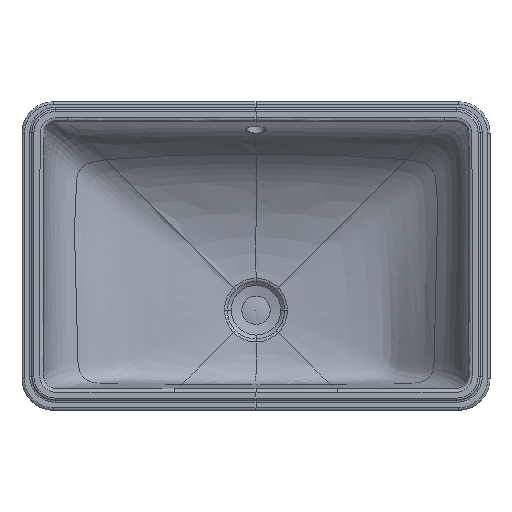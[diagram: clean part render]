
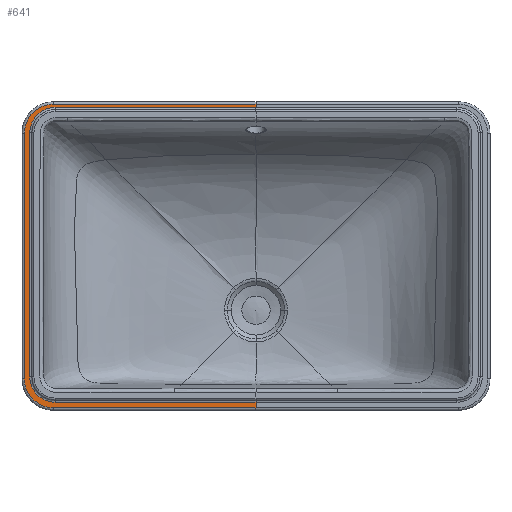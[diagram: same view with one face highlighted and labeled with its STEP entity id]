
A CAD part, top view. The second image highlights one B-rep face of the part: STEP entity #641.
In plain terms, the highlighted planar face has unit normal (0, 0, 1).
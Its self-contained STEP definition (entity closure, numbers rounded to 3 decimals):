
#112=PLANE('',#3084);
#137=ELLIPSE('',#3039,37.,37.);
#139=ELLIPSE('',#3044,37.,37.);
#276=LINE('',#3882,#360);
#277=LINE('',#3892,#361);
#278=LINE('',#3900,#362);
#280=LINE('',#4760,#364);
#282=LINE('',#4801,#366);
#284=LINE('',#4842,#368);
#306=LINE('',#20337,#391);
#307=LINE('',#20338,#392);
#360=VECTOR('',#3264,1.);
#361=VECTOR('',#3277,1.);
#362=VECTOR('',#3288,1.);
#364=VECTOR('',#3326,1.);
#366=VECTOR('',#3338,1.);
#368=VECTOR('',#3350,1.);
#391=VECTOR('',#3449,1.);
#392=VECTOR('',#3450,1.);
#453=CIRCLE('',#3010,32.009);
#456=CIRCLE('',#3015,32.009);
#641=ADVANCED_FACE('',(#880),#112,.F.);
#880=FACE_OUTER_BOUND('',#1064,.T.);
#1064=EDGE_LOOP('',(#1529,#1530,#1531,#1532,#1533,#1534,#1535,#1536,#1537,
#1538,#1539,#1540));
#1529=ORIENTED_EDGE('',*,*,#2366,.F.);
#1530=ORIENTED_EDGE('',*,*,#2368,.F.);
#1531=ORIENTED_EDGE('',*,*,#2370,.F.);
#1532=ORIENTED_EDGE('',*,*,#2372,.F.);
#1533=ORIENTED_EDGE('',*,*,#2530,.T.);
#1534=ORIENTED_EDGE('',*,*,#2427,.F.);
#1535=ORIENTED_EDGE('',*,*,#2424,.F.);
#1536=ORIENTED_EDGE('',*,*,#2421,.F.);
#1537=ORIENTED_EDGE('',*,*,#2418,.F.);
#1538=ORIENTED_EDGE('',*,*,#2415,.F.);
#1539=ORIENTED_EDGE('',*,*,#2531,.T.);
#1540=ORIENTED_EDGE('',*,*,#2363,.F.);
#2103=VERTEX_POINT('',#3881);
#2104=VERTEX_POINT('',#3883);
#2105=VERTEX_POINT('',#3887);
#2106=VERTEX_POINT('',#3891);
#2107=VERTEX_POINT('',#3895);
#2108=VERTEX_POINT('',#3899);
#2140=VERTEX_POINT('',#4755);
#2142=VERTEX_POINT('',#4759);
#2144=VERTEX_POINT('',#4764);
#2146=VERTEX_POINT('',#4799);
#2148=VERTEX_POINT('',#4805);
#2150=VERTEX_POINT('',#4840);
#2363=EDGE_CURVE('',#2103,#2104,#276,.T.);
#2366=EDGE_CURVE('',#2105,#2103,#453,.T.);
#2368=EDGE_CURVE('',#2106,#2105,#277,.T.);
#2370=EDGE_CURVE('',#2107,#2106,#456,.T.);
#2372=EDGE_CURVE('',#2108,#2107,#278,.T.);
#2415=EDGE_CURVE('',#2142,#2140,#280,.T.);
#2418=EDGE_CURVE('',#2140,#2144,#137,.T.);
#2421=EDGE_CURVE('',#2144,#2146,#282,.T.);
#2424=EDGE_CURVE('',#2146,#2148,#139,.T.);
#2427=EDGE_CURVE('',#2148,#2150,#284,.T.);
#2530=EDGE_CURVE('',#2108,#2150,#306,.T.);
#2531=EDGE_CURVE('',#2142,#2104,#307,.T.);
#3010=AXIS2_PLACEMENT_3D('',#3888,#3271,#3272);
#3015=AXIS2_PLACEMENT_3D('',#3896,#3282,#3283);
#3039=AXIS2_PLACEMENT_3D('',#4766,#3333,#3334);
#3044=AXIS2_PLACEMENT_3D('',#4807,#3345,#3346);
#3084=AXIS2_PLACEMENT_3D('',#20339,#3451,#3452);
#3264=DIRECTION('',(1.,0.,0.));
#3271=DIRECTION('',(0.,0.,1.));
#3272=DIRECTION('',(1.,0.,0.));
#3277=DIRECTION('',(0.,-1.,0.));
#3282=DIRECTION('',(0.,0.,1.));
#3283=DIRECTION('',(1.,0.,0.));
#3288=DIRECTION('',(-1.,0.,0.));
#3326=DIRECTION('',(-1.,0.,0.));
#3333=DIRECTION('',(0.,0.,-1.));
#3334=DIRECTION('',(0.113,-0.994,0.));
#3338=DIRECTION('',(0.,1.,0.));
#3345=DIRECTION('',(0.,0.,-1.));
#3346=DIRECTION('',(0.113,-0.994,0.));
#3350=DIRECTION('',(1.,0.,0.));
#3449=DIRECTION('',(0.,1.,0.));
#3450=DIRECTION('',(0.,1.,0.));
#3451=DIRECTION('',(0.,0.,-1.));
#3452=DIRECTION('',(1.,0.,0.));
#3881=CARTESIAN_POINT('',(-255.,-117.009,201.173));
#3882=CARTESIAN_POINT('',(-490.,-117.009,201.173));
#3883=CARTESIAN_POINT('',(0.,-117.009,201.173));
#3887=CARTESIAN_POINT('',(-287.009,-85.,201.173));
#3888=CARTESIAN_POINT('',(-255.,-85.,201.173));
#3891=CARTESIAN_POINT('',(-287.009,225.,201.173));
#3892=CARTESIAN_POINT('',(-287.009,400.,201.173));
#3895=CARTESIAN_POINT('',(-255.,257.009,201.173));
#3896=CARTESIAN_POINT('',(-255.,225.,201.173));
#3899=CARTESIAN_POINT('',(0.,257.009,201.173));
#3900=CARTESIAN_POINT('',(-490.,257.009,201.173));
#4755=CARTESIAN_POINT('',(-256.889,-124.193,201.173));
#4759=CARTESIAN_POINT('',(0.,-124.193,201.173));
#4760=CARTESIAN_POINT('',(-256.887,-124.193,201.173));
#4764=CARTESIAN_POINT('',(-293.889,-87.192,201.173));
#4766=CARTESIAN_POINT('',(-256.889,-87.192,201.173));
#4799=CARTESIAN_POINT('',(-293.89,224.161,201.173));
#4801=CARTESIAN_POINT('',(-293.89,224.146,201.173));
#4805=CARTESIAN_POINT('',(-256.89,261.161,201.173));
#4807=CARTESIAN_POINT('',(-256.89,224.161,201.173));
#4840=CARTESIAN_POINT('',(0.,261.161,201.173));
#4842=CARTESIAN_POINT('',(0.,261.161,201.173));
#20337=CARTESIAN_POINT('',(0.,400.,201.173));
#20338=CARTESIAN_POINT('',(0.,400.,201.173));
#20339=CARTESIAN_POINT('',(-490.,400.,201.173));
